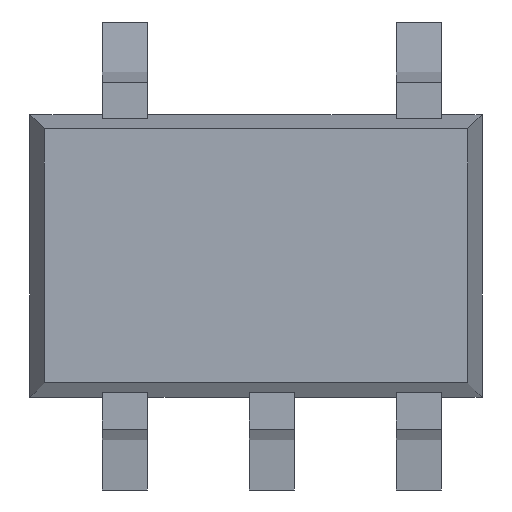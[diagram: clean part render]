
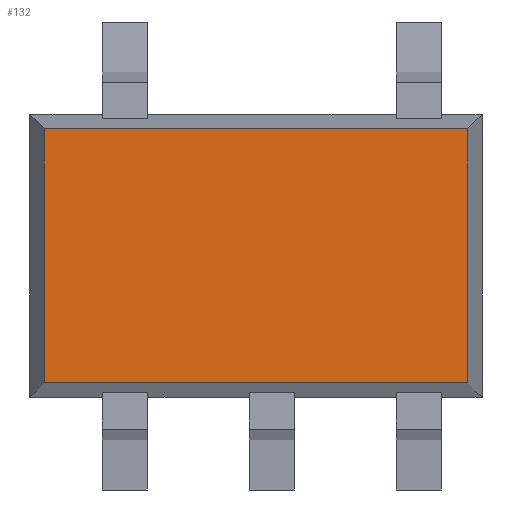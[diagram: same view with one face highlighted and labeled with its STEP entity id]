
A CAD part, top view. The second image highlights one B-rep face of the part: STEP entity #132.
In plain terms, the highlighted planar face has unit normal (0, 0, 1).
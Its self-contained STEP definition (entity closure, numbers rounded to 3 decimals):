
#72 = VECTOR ( 'NONE', #240, 1000. ) ;
#132 = ADVANCED_FACE ( 'NONE', ( #1005 ), #631, .F. ) ;
#145 = DIRECTION ( 'NONE',  ( -1., 0., 0. ) ) ;
#240 = DIRECTION ( 'NONE',  ( 1., 0., 0. ) ) ;
#247 = CARTESIAN_POINT ( 'NONE',  ( 0.064, 0.064, 0.3 ) ) ;
#288 = ORIENTED_EDGE ( 'NONE', *, *, #1558, .T. ) ;
#320 = CARTESIAN_POINT ( 'NONE',  ( 0.064, 0., 0.3 ) ) ;
#413 = VERTEX_POINT ( 'NONE', #1213 ) ;
#477 = VERTEX_POINT ( 'NONE', #247 ) ;
#478 = CARTESIAN_POINT ( 'NONE',  ( 1.936, 0., 0.3 ) ) ;
#519 = VERTEX_POINT ( 'NONE', #687 ) ;
#631 = PLANE ( 'NONE',  #1951 ) ;
#636 = DIRECTION ( 'NONE',  ( 0., 1., 0. ) ) ;
#641 = VECTOR ( 'NONE', #636, 1000. ) ;
#666 = CARTESIAN_POINT ( 'NONE',  ( 0.064, 1.186, 0.3 ) ) ;
#687 = CARTESIAN_POINT ( 'NONE',  ( 1.936, 0.064, 0.3 ) ) ;
#690 = LINE ( 'NONE', #478, #641 ) ;
#912 = DIRECTION ( 'NONE',  ( -1., 0., 0. ) ) ;
#916 = VECTOR ( 'NONE', #145, 1000. ) ;
#959 = CARTESIAN_POINT ( 'NONE',  ( 0., 1.186, 0.3 ) ) ;
#966 = LINE ( 'NONE', #959, #916 ) ;
#968 = VERTEX_POINT ( 'NONE', #666 ) ;
#974 = CARTESIAN_POINT ( 'NONE',  ( 0., 0., 0.3 ) ) ;
#1005 = FACE_OUTER_BOUND ( 'NONE', #1023, .T. ) ;
#1023 = EDGE_LOOP ( 'NONE', ( #288, #1214, #1451, #1284 ) ) ;
#1162 = EDGE_CURVE ( 'NONE', #413, #968, #966, .T. ) ;
#1179 = LINE ( 'NONE', #320, #1507 ) ;
#1213 = CARTESIAN_POINT ( 'NONE',  ( 1.936, 1.186, 0.3 ) ) ;
#1214 = ORIENTED_EDGE ( 'NONE', *, *, #2110, .T. ) ;
#1253 = DIRECTION ( 'NONE',  ( 0., 0., -1. ) ) ;
#1284 = ORIENTED_EDGE ( 'NONE', *, *, #1162, .T. ) ;
#1287 = DIRECTION ( 'NONE',  ( 0., -1., 0. ) ) ;
#1451 = ORIENTED_EDGE ( 'NONE', *, *, #1559, .T. ) ;
#1507 = VECTOR ( 'NONE', #1287, 1000. ) ;
#1551 = CARTESIAN_POINT ( 'NONE',  ( 0., 0.064, 0.3 ) ) ;
#1558 = EDGE_CURVE ( 'NONE', #968, #477, #1179, .T. ) ;
#1559 = EDGE_CURVE ( 'NONE', #519, #413, #690, .T. ) ;
#1798 = LINE ( 'NONE', #1551, #72 ) ;
#1951 = AXIS2_PLACEMENT_3D ( 'NONE', #974, #1253, #912 ) ;
#2110 = EDGE_CURVE ( 'NONE', #477, #519, #1798, .T. ) ;
